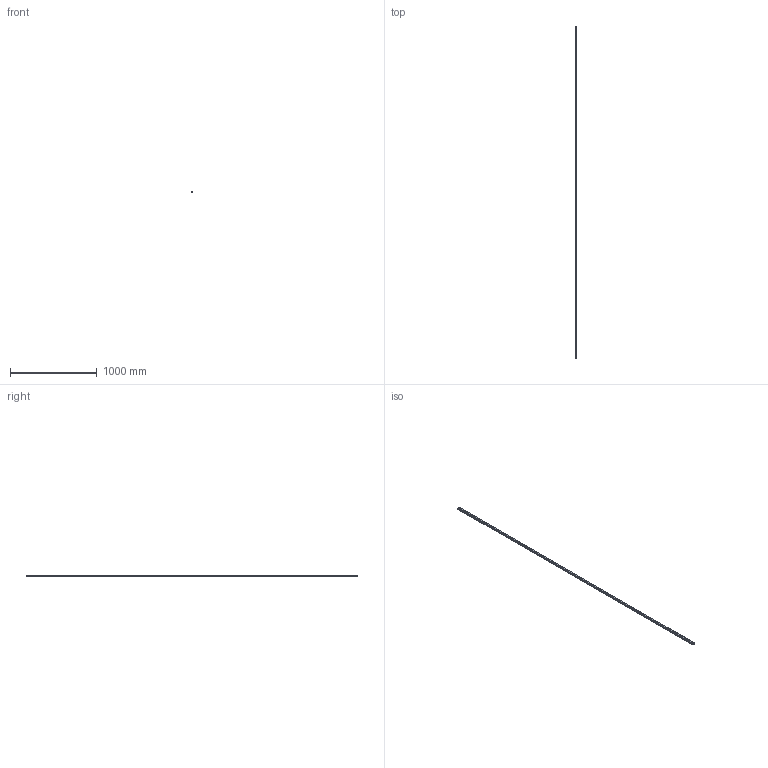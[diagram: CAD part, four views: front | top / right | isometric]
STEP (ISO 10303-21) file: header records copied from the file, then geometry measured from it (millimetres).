
FILE_DESCRIPTION(('STEP AP214'),'1');
FILE_NAME('cctmp_C611BBF0-C2C1-41EB-A16C-42821C4EAB1D_2021_01_25_12_25_17_0813..stp','2021-01-25T11:25:18',('HIWIN GmbH'),('CADClick - www.CADClick.com'),'Spatial InterOp 3D',' ','unknown authorization');
FILE_SCHEMA(('AUTOMOTIVE_DESIGN'));
Length unit declared in the file: millimetre
Products named in the file (1): HGR25T3820C_FILE
Bounding box: 23 x 3820 x 22 mm (x, y, z)
Volume: 1651515.2 mm3; surface area: 362446.6 mm2
Topology: 1 solids, 1 shells, 559 faces, 1723 edges, 1042 vertices
Faces by surface type: plane 281, cylinder 150, cone 128
Entity records: 23045 total; most frequent: DIRECTION 3527, CARTESIAN_POINT 3197, ORIENTED_EDGE 3190, EDGE_CURVE 1595, AXIS2_PLACEMENT_3D 1372, VERTEX_POINT 1042, LINE 783, VECTOR 783
